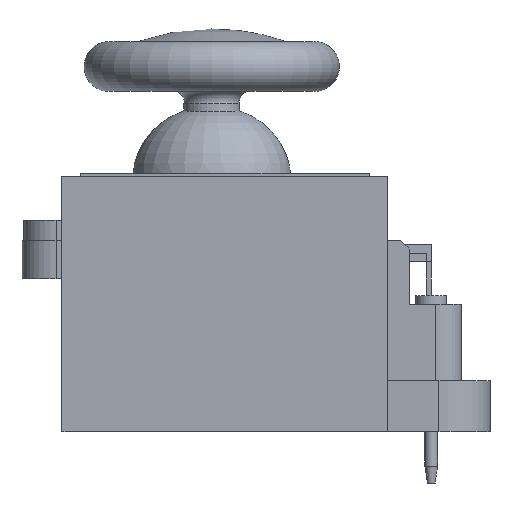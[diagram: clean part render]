
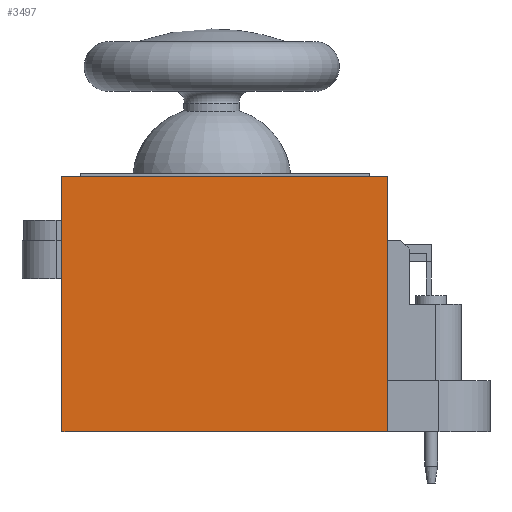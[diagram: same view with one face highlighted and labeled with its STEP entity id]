
A CAD part, front view. The second image highlights one B-rep face of the part: STEP entity #3497.
In plain terms, the highlighted planar face has unit normal (0, -1, 0).
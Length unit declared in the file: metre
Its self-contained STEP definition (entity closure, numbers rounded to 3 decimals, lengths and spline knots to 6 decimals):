
#103=LINE('',#5638,#490);
#126=LINE('',#5686,#513);
#148=LINE('',#5735,#535);
#167=LINE('',#5786,#554);
#490=VECTOR('',#4618,1.);
#513=VECTOR('',#4647,1.);
#535=VECTOR('',#4681,1.);
#554=VECTOR('',#4724,1.);
#905=PLANE('',#4298);
#1164=ORIENTED_EDGE('',*,*,#2027,.T.);
#1165=ORIENTED_EDGE('',*,*,#2103,.T.);
#1166=ORIENTED_EDGE('',*,*,#2050,.F.);
#1167=ORIENTED_EDGE('',*,*,#2075,.F.);
#2027=EDGE_CURVE('',#2506,#2505,#103,.T.);
#2050=EDGE_CURVE('',#2527,#2528,#126,.T.);
#2075=EDGE_CURVE('',#2506,#2527,#148,.T.);
#2103=EDGE_CURVE('',#2505,#2528,#167,.T.);
#2505=VERTEX_POINT('',#5637);
#2506=VERTEX_POINT('',#5639);
#2527=VERTEX_POINT('',#5685);
#2528=VERTEX_POINT('',#5687);
#2934=EDGE_LOOP('',(#1164,#1165,#1166,#1167));
#3201=FACE_BOUND('',#2934,.T.);
#3497=ADVANCED_FACE('',(#3201),#905,.F.);
#4298=AXIS2_PLACEMENT_3D('',#5785,#4722,#4723);
#4618=DIRECTION('',(0.,0.,1.));
#4647=DIRECTION('',(0.,0.,1.));
#4681=DIRECTION('',(-1.,0.,0.));
#4722=DIRECTION('',(0.,1.,0.));
#4723=DIRECTION('',(0.,0.,1.));
#4724=DIRECTION('',(-1.,0.,0.));
#5637=CARTESIAN_POINT('',(0.0195,-0.0034,0.005));
#5638=CARTESIAN_POINT('',(0.0195,-0.0034,-0.01));
#5639=CARTESIAN_POINT('',(0.0195,-0.0034,-0.01));
#5685=CARTESIAN_POINT('',(0.00035,-0.0034,-0.01));
#5686=CARTESIAN_POINT('',(0.00035,-0.0034,-0.01));
#5687=CARTESIAN_POINT('',(0.00035,-0.0034,0.005));
#5735=CARTESIAN_POINT('',(0.009925,-0.0034,-0.01));
#5785=CARTESIAN_POINT('',(0.009925,-0.0034,-0.01));
#5786=CARTESIAN_POINT('',(0.009925,-0.0034,0.005));
